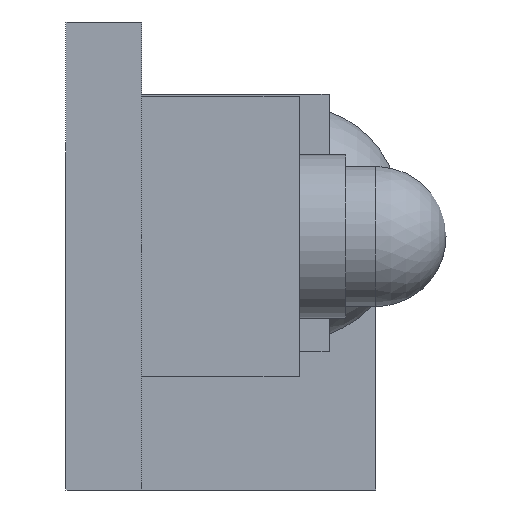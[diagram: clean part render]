
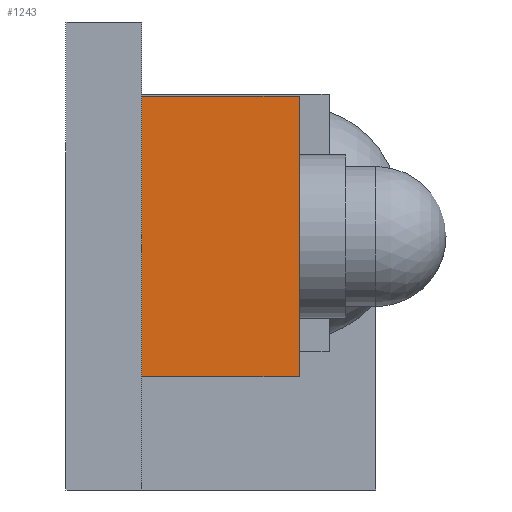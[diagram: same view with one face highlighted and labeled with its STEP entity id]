
A CAD part, left-side view. The second image highlights one B-rep face of the part: STEP entity #1243.
In plain terms, the highlighted planar face has unit normal (-1, 0, 0).
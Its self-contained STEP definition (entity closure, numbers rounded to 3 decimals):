
#1187=CARTESIAN_POINT('',(-58.56,0.,3.418));
#1188=VERTEX_POINT('',#1187);
#1195=CARTESIAN_POINT('',(-58.56,-3.36,3.418));
#1196=VERTEX_POINT('',#1195);
#1197=CARTESIAN_POINT('',(-58.56,-3.36,3.418));
#1198=DIRECTION('',(0.,1.,0.));
#1199=VECTOR('',#1198,3.36);
#1200=LINE('',#1197,#1199);
#1201=EDGE_CURVE('',#1196,#1188,#1200,.T.);
#1213=CARTESIAN_POINT('',(-58.56,-3.36,0.418));
#1214=DIRECTION('',(1.,0.,0.));
#1215=DIRECTION('',(0.,0.,-1.));
#1216=AXIS2_PLACEMENT_3D('',#1213,#1214,#1215);
#1217=PLANE('',#1216);
#1218=CARTESIAN_POINT('',(-58.56,0.,-2.582));
#1219=VERTEX_POINT('',#1218);
#1220=CARTESIAN_POINT('',(-58.56,0.,3.418));
#1221=DIRECTION('',(0.,0.,-1.));
#1222=VECTOR('',#1221,6.);
#1223=LINE('',#1220,#1222);
#1224=EDGE_CURVE('',#1188,#1219,#1223,.T.);
#1225=ORIENTED_EDGE('',*,*,#1224,.T.);
#1226=CARTESIAN_POINT('',(-58.56,-3.36,-2.582));
#1227=VERTEX_POINT('',#1226);
#1228=CARTESIAN_POINT('',(-58.56,-3.36,-2.582));
#1229=DIRECTION('',(0.,1.,0.));
#1230=VECTOR('',#1229,3.36);
#1231=LINE('',#1228,#1230);
#1232=EDGE_CURVE('',#1227,#1219,#1231,.T.);
#1233=ORIENTED_EDGE('',*,*,#1232,.F.);
#1234=CARTESIAN_POINT('',(-58.56,-3.36,3.418));
#1235=DIRECTION('',(0.,0.,-1.));
#1236=VECTOR('',#1235,6.);
#1237=LINE('',#1234,#1236);
#1238=EDGE_CURVE('',#1196,#1227,#1237,.T.);
#1239=ORIENTED_EDGE('',*,*,#1238,.F.);
#1240=ORIENTED_EDGE('',*,*,#1201,.T.);
#1241=EDGE_LOOP('',(#1225,#1233,#1239,#1240));
#1242=FACE_BOUND('',#1241,.T.);
#1243=ADVANCED_FACE('',(#1242),#1217,.F.);
